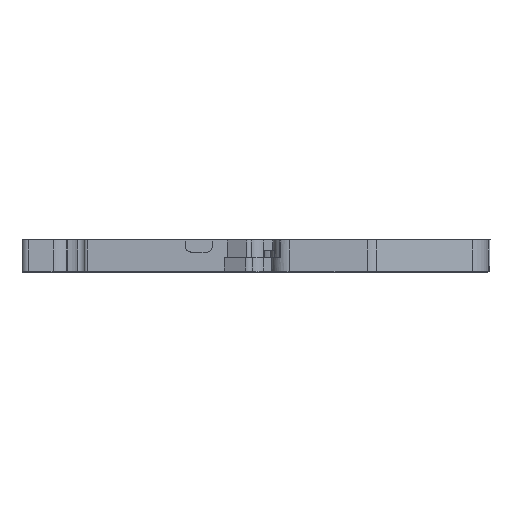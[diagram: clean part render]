
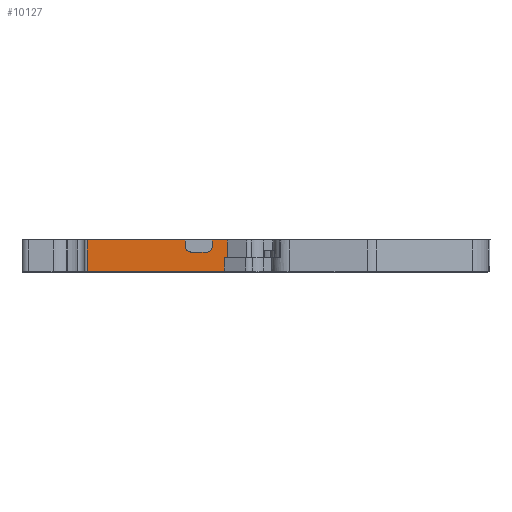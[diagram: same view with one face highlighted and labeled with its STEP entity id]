
A CAD part, front view. The second image highlights one B-rep face of the part: STEP entity #10127.
In plain terms, the highlighted planar face has unit normal (0, -1, 0).
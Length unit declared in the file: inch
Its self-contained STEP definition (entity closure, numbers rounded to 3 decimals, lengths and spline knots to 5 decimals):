
#217 = CARTESIAN_POINT ( 'NONE',  ( 0.29152, -0.33288, 0.20276 ) ) ;
#971 = CARTESIAN_POINT ( 'NONE',  ( 1.08894, -0.33288, 0.12598 ) ) ;
#1482 = EDGE_LOOP ( 'NONE', ( #2343, #26535, #19749, #25790, #35068, #17623, #8942, #7302, #9062, #28217, #23111, #33676 ) ) ;
#1595 = EDGE_CURVE ( 'NONE', #10646, #17417, #33788, .T. ) ;
#2343 = ORIENTED_EDGE ( 'NONE', *, *, #29042, .F. ) ;
#3375 =( BOUNDED_CURVE ( )  B_SPLINE_CURVE ( 3, ( #4203, #971, #4367, #23224 ),
 .UNSPECIFIED., .F., .F. ) 
 B_SPLINE_CURVE_WITH_KNOTS ( ( 4, 4 ),
 ( 4.71239, 6.28319 ),
 .UNSPECIFIED. ) 
 CURVE ( )  GEOMETRIC_REPRESENTATION_ITEM ( )  RATIONAL_B_SPLINE_CURVE ( ( 1., 0.805, 0.805, 1. ) ) 
 REPRESENTATION_ITEM ( '' )  );
#3430 = PLANE ( 'NONE',  #10405 ) ;
#4071 = VERTEX_POINT ( 'NONE', #11743 ) ;
#4100 = VERTEX_POINT ( 'NONE', #28611 ) ;
#4203 = CARTESIAN_POINT ( 'NONE',  ( 1.06588, -0.33288, 0.12598 ) ) ;
#4367 = CARTESIAN_POINT ( 'NONE',  ( 1.10525, -0.33288, 0.14229 ) ) ;
#5102 = DIRECTION ( 'NONE',  ( 0., 0., -1. ) ) ;
#5304 = VERTEX_POINT ( 'NONE', #23331 ) ;
#5350 = DIRECTION ( 'NONE',  ( 1., 0., 0. ) ) ;
#5378 = LINE ( 'NONE', #32059, #27302 ) ;
#5520 = VERTEX_POINT ( 'NONE', #19713 ) ;
#5867 = CARTESIAN_POINT ( 'NONE',  ( 0.93202, -0.33288, 0.20276 ) ) ;
#6236 = CARTESIAN_POINT ( 'NONE',  ( 0.3135, -0.33288, 0.20276 ) ) ;
#6460 = FACE_OUTER_BOUND ( 'NONE', #1482, .T. ) ;
#7052 = EDGE_CURVE ( 'NONE', #34059, #28075, #7987, .T. ) ;
#7302 = ORIENTED_EDGE ( 'NONE', *, *, #29770, .F. ) ;
#7879 = CARTESIAN_POINT ( 'NONE',  ( 1.19893, -0.33288, 0.20276 ) ) ;
#7886 = EDGE_CURVE ( 'NONE', #5304, #24977, #16736, .T. ) ;
#7987 = LINE ( 'NONE', #18826, #16532 ) ;
#8621 = DIRECTION ( 'NONE',  ( 0., 1., 0. ) ) ;
#8942 = ORIENTED_EDGE ( 'NONE', *, *, #14338, .T. ) ;
#9062 = ORIENTED_EDGE ( 'NONE', *, *, #7886, .F. ) ;
#9291 = CARTESIAN_POINT ( 'NONE',  ( 1.1797, -0.33288, 0.00591 ) ) ;
#9910 = CARTESIAN_POINT ( 'NONE',  ( 0.94833, -0.33288, 0.12598 ) ) ;
#9939 = DIRECTION ( 'NONE',  ( 0., 0., -1. ) ) ;
#10127 = ADVANCED_FACE ( 'NONE', ( #6460 ), #3430, .F. ) ;
#10405 = AXIS2_PLACEMENT_3D ( 'NONE', #217, #8621, #17310 ) ;
#10646 = VERTEX_POINT ( 'NONE', #28834 ) ;
#10814 = LINE ( 'NONE', #30341, #13715 ) ;
#11743 = CARTESIAN_POINT ( 'NONE',  ( 1.10525, -0.33288, 0.20276 ) ) ;
#12202 = VERTEX_POINT ( 'NONE', #9291 ) ;
#12264 = LINE ( 'NONE', #31452, #23998 ) ;
#12890 = EDGE_CURVE ( 'NONE', #5520, #4100, #3375, .T. ) ;
#13079 = LINE ( 'NONE', #18413, #31022 ) ;
#13266 = DIRECTION ( 'NONE',  ( 1., 0., 0. ) ) ;
#13660 = VECTOR ( 'NONE', #5102, 39.37008 ) ;
#13715 = VECTOR ( 'NONE', #26789, 39.37008 ) ;
#14338 = EDGE_CURVE ( 'NONE', #10646, #30431, #32977, .T. ) ;
#14846 = VECTOR ( 'NONE', #21896, 39.37008 ) ;
#15299 = EDGE_CURVE ( 'NONE', #4071, #28668, #13079, .T. ) ;
#15526 = DIRECTION ( 'NONE',  ( 1., 0., 0. ) ) ;
#15996 = EDGE_CURVE ( 'NONE', #17417, #5520, #18690, .T. ) ;
#16036 = CARTESIAN_POINT ( 'NONE',  ( 0.29152, -0.33288, 0.12598 ) ) ;
#16164 = DIRECTION ( 'NONE',  ( -1., 0., 0. ) ) ;
#16532 = VECTOR ( 'NONE', #16164, 39.37008 ) ;
#16554 = VECTOR ( 'NONE', #22736, 39.37008 ) ;
#16736 = LINE ( 'NONE', #6236, #16554 ) ;
#17159 = CARTESIAN_POINT ( 'NONE',  ( 0.93202, -0.33288, -0.05009 ) ) ;
#17310 = DIRECTION ( 'NONE',  ( -1., 0., 0. ) ) ;
#17417 = VERTEX_POINT ( 'NONE', #25409 ) ;
#17623 = ORIENTED_EDGE ( 'NONE', *, *, #1595, .F. ) ;
#18413 = CARTESIAN_POINT ( 'NONE',  ( 0.29152, -0.33288, 0.20276 ) ) ;
#18434 = CARTESIAN_POINT ( 'NONE',  ( 0.3135, -0.33288, 0.20276 ) ) ;
#18690 = LINE ( 'NONE', #16036, #29910 ) ;
#18826 = CARTESIAN_POINT ( 'NONE',  ( 1.78305, -0.33288, 0.09055 ) ) ;
#18992 = LINE ( 'NONE', #29644, #13660 ) ;
#19435 = LINE ( 'NONE', #22591, #14846 ) ;
#19713 = CARTESIAN_POINT ( 'NONE',  ( 1.06588, -0.33288, 0.12598 ) ) ;
#19749 = ORIENTED_EDGE ( 'NONE', *, *, #31756, .T. ) ;
#20192 = VECTOR ( 'NONE', #22635, 39.37008 ) ;
#21896 = DIRECTION ( 'NONE',  ( 0., 0., -1. ) ) ;
#22591 = CARTESIAN_POINT ( 'NONE',  ( 1.1797, -0.33288, 0.20276 ) ) ;
#22635 = DIRECTION ( 'NONE',  ( 0., 0., 1. ) ) ;
#22736 = DIRECTION ( 'NONE',  ( 0., 0., 1. ) ) ;
#23111 = ORIENTED_EDGE ( 'NONE', *, *, #29984, .F. ) ;
#23224 = CARTESIAN_POINT ( 'NONE',  ( 1.10525, -0.33288, 0.16535 ) ) ;
#23331 = CARTESIAN_POINT ( 'NONE',  ( 0.3135, -0.33288, 0.00591 ) ) ;
#23407 = CARTESIAN_POINT ( 'NONE',  ( 0.93202, -0.33288, 0.16535 ) ) ;
#23557 = EDGE_CURVE ( 'NONE', #12202, #5304, #10814, .T. ) ;
#23998 = VECTOR ( 'NONE', #9939, 39.37008 ) ;
#24940 = CARTESIAN_POINT ( 'NONE',  ( 1.1797, -0.33288, 0.09055 ) ) ;
#24977 = VERTEX_POINT ( 'NONE', #18434 ) ;
#25409 = CARTESIAN_POINT ( 'NONE',  ( 0.97139, -0.33288, 0.12598 ) ) ;
#25790 = ORIENTED_EDGE ( 'NONE', *, *, #12890, .F. ) ;
#26535 = ORIENTED_EDGE ( 'NONE', *, *, #15299, .F. ) ;
#26789 = DIRECTION ( 'NONE',  ( -1., 0., 0. ) ) ;
#27302 = VECTOR ( 'NONE', #15526, 39.37008 ) ;
#28075 = VERTEX_POINT ( 'NONE', #24940 ) ;
#28217 = ORIENTED_EDGE ( 'NONE', *, *, #23557, .F. ) ;
#28611 = CARTESIAN_POINT ( 'NONE',  ( 1.10525, -0.33288, 0.16535 ) ) ;
#28668 = VERTEX_POINT ( 'NONE', #7879 ) ;
#28834 = CARTESIAN_POINT ( 'NONE',  ( 0.93202, -0.33288, 0.16535 ) ) ;
#29042 = EDGE_CURVE ( 'NONE', #28668, #34059, #18992, .T. ) ;
#29644 = CARTESIAN_POINT ( 'NONE',  ( 1.19893, -0.33288, 0.20276 ) ) ;
#29770 = EDGE_CURVE ( 'NONE', #24977, #30431, #5378, .T. ) ;
#29910 = VECTOR ( 'NONE', #5350, 39.37008 ) ;
#29984 = EDGE_CURVE ( 'NONE', #28075, #12202, #19435, .T. ) ;
#30341 = CARTESIAN_POINT ( 'NONE',  ( 2.83509, -0.33288, 0.00591 ) ) ;
#30431 = VERTEX_POINT ( 'NONE', #5867 ) ;
#31022 = VECTOR ( 'NONE', #13266, 39.37008 ) ;
#31452 = CARTESIAN_POINT ( 'NONE',  ( 1.10525, -0.33288, -0.05009 ) ) ;
#31583 = CARTESIAN_POINT ( 'NONE',  ( 0.97139, -0.33288, 0.12598 ) ) ;
#31756 = EDGE_CURVE ( 'NONE', #4071, #4100, #12264, .T. ) ;
#31924 = CARTESIAN_POINT ( 'NONE',  ( 1.19893, -0.33288, 0.09055 ) ) ;
#32059 = CARTESIAN_POINT ( 'NONE',  ( 2.77729, -0.33288, 0.20276 ) ) ;
#32977 = LINE ( 'NONE', #17159, #20192 ) ;
#33676 = ORIENTED_EDGE ( 'NONE', *, *, #7052, .F. ) ;
#33788 =( BOUNDED_CURVE ( )  B_SPLINE_CURVE ( 3, ( #23407, #34256, #9910, #31583 ),
 .UNSPECIFIED., .F., .F. ) 
 B_SPLINE_CURVE_WITH_KNOTS ( ( 4, 4 ),
 ( 0., 1.5708 ),
 .UNSPECIFIED. ) 
 CURVE ( )  GEOMETRIC_REPRESENTATION_ITEM ( )  RATIONAL_B_SPLINE_CURVE ( ( 1., 0.805, 0.805, 1. ) ) 
 REPRESENTATION_ITEM ( '' )  );
#34059 = VERTEX_POINT ( 'NONE', #31924 ) ;
#34256 = CARTESIAN_POINT ( 'NONE',  ( 0.93202, -0.33288, 0.14229 ) ) ;
#35068 = ORIENTED_EDGE ( 'NONE', *, *, #15996, .F. ) ;
